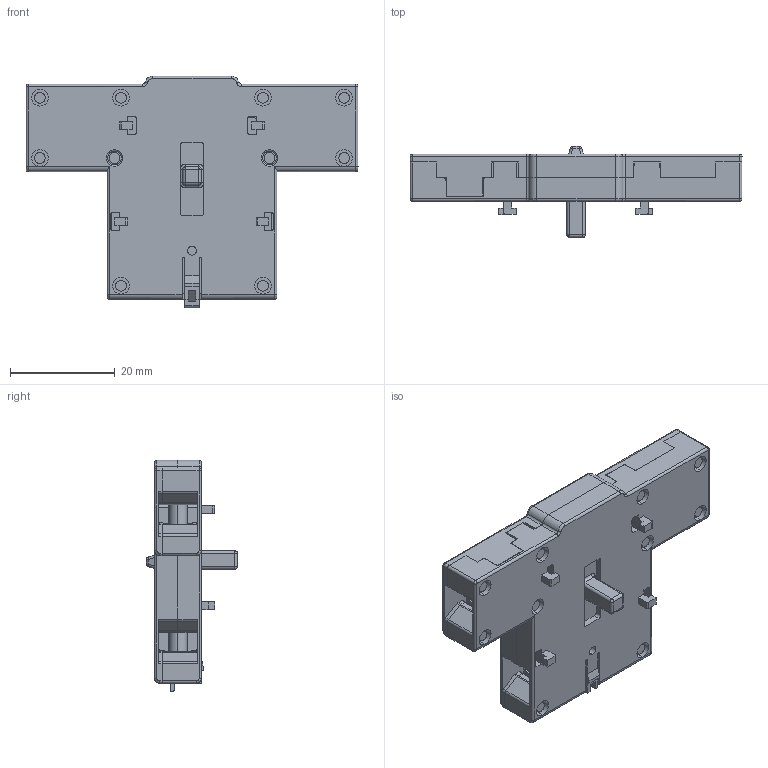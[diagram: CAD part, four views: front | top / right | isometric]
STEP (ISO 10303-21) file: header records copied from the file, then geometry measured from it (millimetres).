
FILE_DESCRIPTION (( 'STEP AP203' ), '1' );
FILE_NAME ('BRYAUX1.step', '2023-02-15T14:47:45', ( '' ), ( '' ), 'SwSTEP 2.0', 'SolidWorks 2021', '' );
FILE_SCHEMA (( 'CONFIG_CONTROL_DESIGN' ));
Length unit declared in the file: inch
Products named in the file (1): BRYAUX1
Bounding box: 63.4 x 17.4 x 44.2 mm (x, y, z)
Volume: 13693.4 mm3; surface area: 19109.6 mm2
Topology: 11 solids, 13 shells, 1643 faces, 4591 edges, 2970 vertices
Faces by surface type: plane 943, cylinder 512, bspline 109, cone 79
Entity records: 57009 total; most frequent: CARTESIAN_POINT 15204, ORIENTED_EDGE 9138, DIRECTION 8239, EDGE_CURVE 4569, LINE 2983, VECTOR 2983, VERTEX_POINT 2970, AXIS2_PLACEMENT_3D 2628
